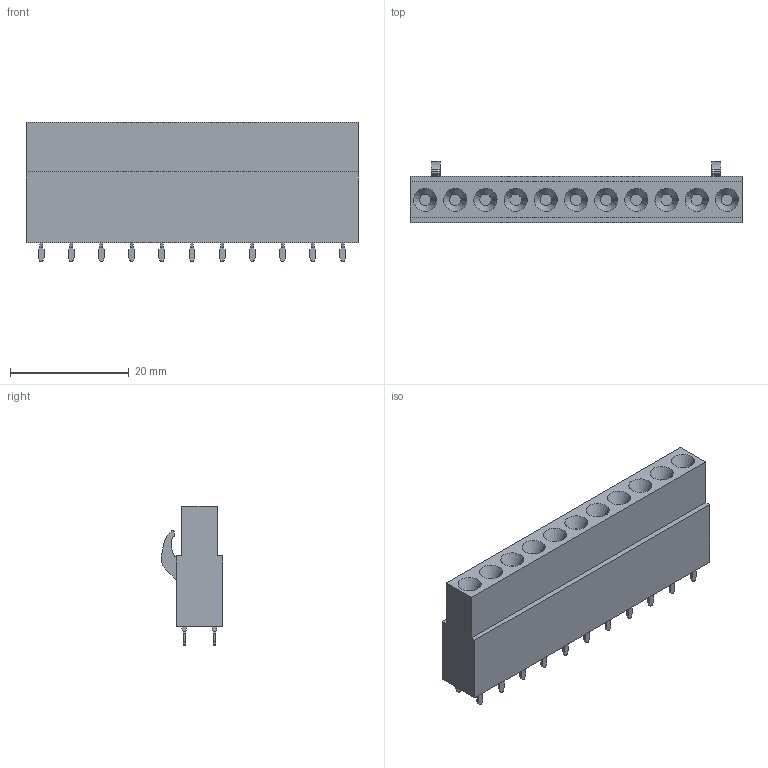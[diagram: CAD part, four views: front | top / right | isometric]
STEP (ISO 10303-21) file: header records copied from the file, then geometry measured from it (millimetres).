
FILE_DESCRIPTION(('CATIA V5 STEP Exchange','CAx-IF Rec.Pracs.--- Model Styling and Organization---1.2---2011-12-15'),'2;1');
FILE_NAME ('D1453899_0', '2018-09-01T02:49:55+00:00', ('none'), ('Weidmueller'), 'CATIA Version 5-6 Release 2014', 'CATIA V5 STEP AP214', 'none');
FILE_SCHEMA(('AUTOMOTIVE_DESIGN { 1 0 10303 214 1 1 1 1 }'));
Length unit declared in the file: millimetre
Products named in the file (1): 1630800000
Bounding box: 55.88 x 10.28 x 23.45 mm (x, y, z)
Volume: 7863.3 mm3; surface area: 3882 mm2
Topology: 23 solids, 23 shells, 563 faces, 1314 edges, 832 vertices
Faces by surface type: plane 461, cylinder 80, cone 22
Entity records: 14584 total; most frequent: ORIENTED_EDGE 2628, CARTESIAN_POINT 2519, DIRECTION 2058, EDGE_CURVE 1314, VECTOR 1110, LINE 1110, VERTEX_POINT 832, EDGE_LOOP 598
